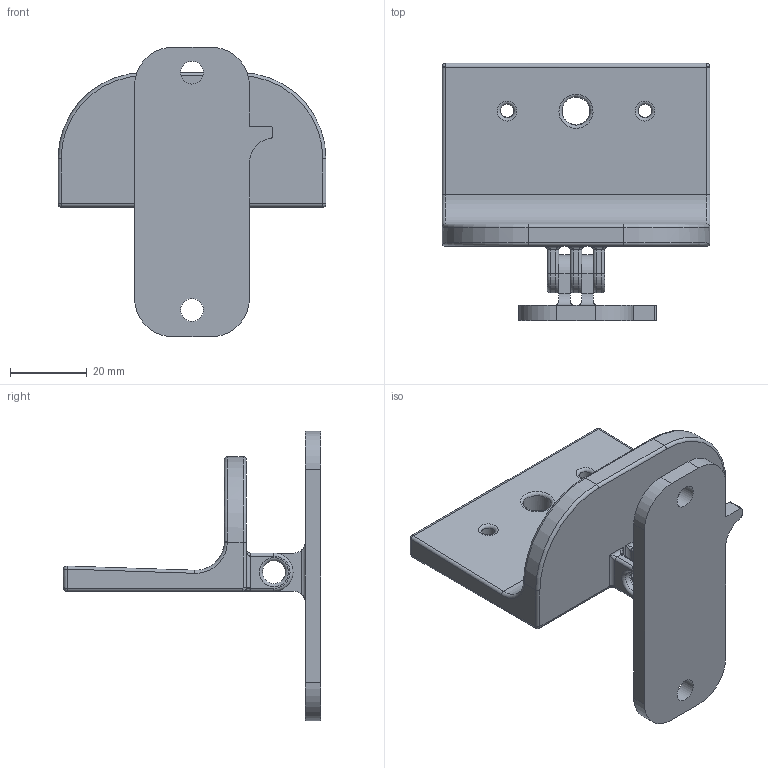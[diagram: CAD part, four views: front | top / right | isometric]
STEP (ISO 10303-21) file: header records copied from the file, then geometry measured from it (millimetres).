
FILE_DESCRIPTION(/* description */ (''),/* implementation_level */ '2;1');
FILE_NAME(/* name */ 'Camera_Zed_Mount.step',/* time_stamp */ '2025-07-01T12:19:13+05:30',/* author */ (''),/* organization */ (''),/* preprocessor_version */ 'ST-DEVELOPER v20.1',/* originating_system */ 'Autodesk Translation Framework v14.10.0.0',/* authorisation */ '');
FILE_SCHEMA (('AUTOMOTIVE_DESIGN { 1 0 10303 214 3 1 1 }'));
Length unit declared in the file: millimetre
Products named in the file (1): Mount v2
Bounding box: 70 x 67.26 x 75.65 mm (x, y, z)
Volume: 40686.5 mm3; surface area: 18344.5 mm2
Topology: 2 solids, 2 shells, 156 faces, 392 edges, 226 vertices
Faces by surface type: cylinder 69, plane 34, bspline 27, torus 26
Full cylindrical faces by diameter (mm): 3.529 x2, 6 x7
Entity records: 5920 total; most frequent: CARTESIAN_POINT 2230, DIRECTION 782, ORIENTED_EDGE 752, EDGE_CURVE 376, AXIS2_PLACEMENT_3D 315, VERTEX_POINT 226, EDGE_LOOP 178, CIRCLE 166
